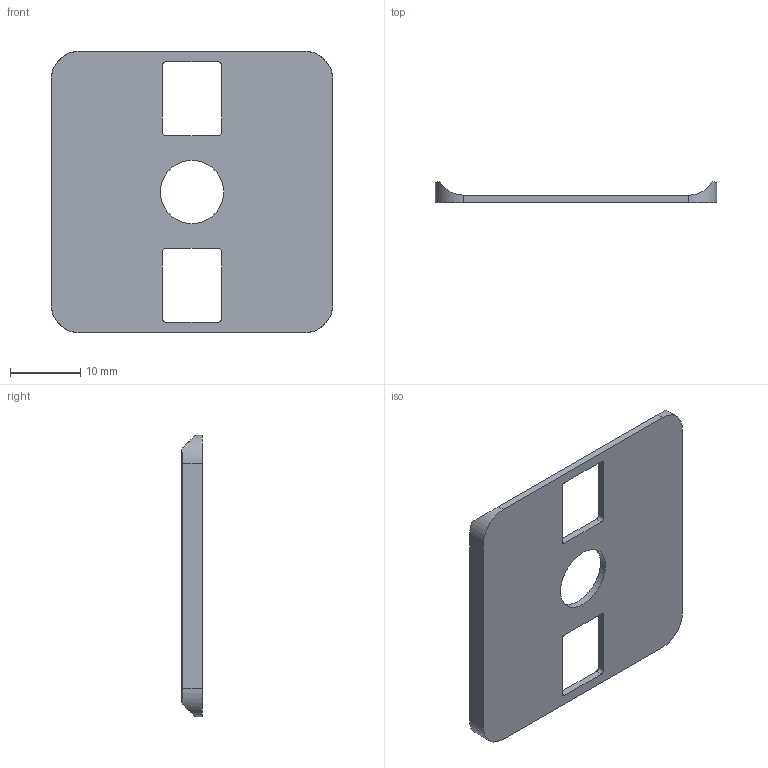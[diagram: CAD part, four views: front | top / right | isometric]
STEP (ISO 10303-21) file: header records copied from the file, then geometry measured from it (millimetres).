
FILE_DESCRIPTION(('FreeCAD Model'),'2;1');
FILE_NAME('Open CASCADE Shape Model','2024-03-20T10:42:39',(''),(''), 'Open CASCADE STEP processor 7.6','FreeCAD','Unknown');
FILE_SCHEMA(('AUTOMOTIVE_DESIGN { 1 0 10303 214 1 1 1 1 }'));
Length unit declared in the file: millimetre
Products named in the file (1): STI8-JR
Bounding box: 40 x 2.95 x 40 mm (x, y, z)
Volume: 1568.4 mm3; surface area: 3144.6 mm2
Topology: 1 solids, 1 shells, 31 faces, 84 edges, 55 vertices
Faces by surface type: plane 16, cylinder 15
Full cylindrical faces by diameter (mm): 9 x1
Entity records: 2374 total; most frequent: CARTESIAN_POINT 628, DIRECTION 334, LINE 181, VECTOR 181, ORIENTED_EDGE 168, PCURVE 168, DEFINITIONAL_REPRESENTATION 168, EDGE_CURVE 84
